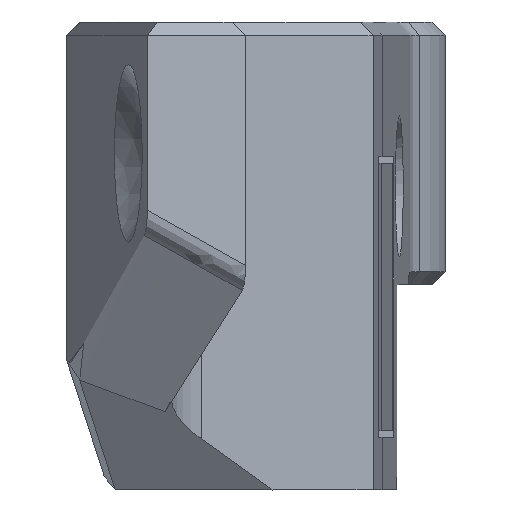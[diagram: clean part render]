
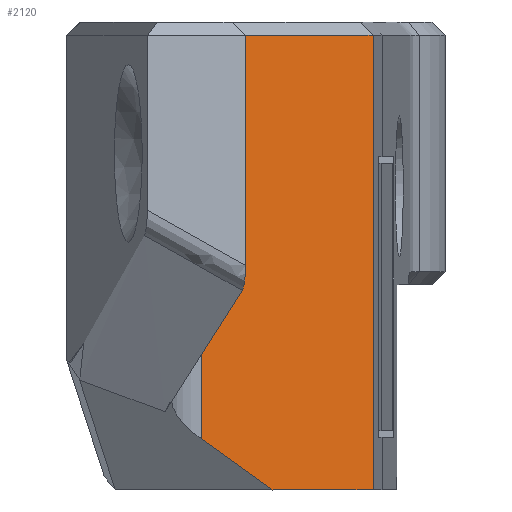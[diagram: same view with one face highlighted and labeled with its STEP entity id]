
A CAD part, front view. The second image highlights one B-rep face of the part: STEP entity #2120.
In plain terms, the highlighted face is planar.
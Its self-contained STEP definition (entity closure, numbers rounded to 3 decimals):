
#196=FACE_OUTER_BOUND('',#321,.T.);
#321=EDGE_LOOP('',(#1577,#1578,#1579,#1580,#1581));
#482=LINE('',#3210,#713);
#485=LINE('',#3221,#716);
#492=LINE('',#3235,#723);
#493=LINE('',#3237,#724);
#494=LINE('',#3238,#725);
#713=VECTOR('',#2586,10.);
#716=VECTOR('',#2593,10.);
#723=VECTOR('',#2602,1000.);
#724=VECTOR('',#2603,10.);
#725=VECTOR('',#2604,10.);
#929=VERTEX_POINT('',#3157);
#938=VERTEX_POINT('',#3203);
#942=VERTEX_POINT('',#3220);
#948=VERTEX_POINT('',#3234);
#949=VERTEX_POINT('',#3236);
#1169=EDGE_CURVE('',#938,#929,#482,.T.);
#1173=EDGE_CURVE('',#929,#942,#485,.T.);
#1180=EDGE_CURVE('',#948,#938,#492,.T.);
#1181=EDGE_CURVE('',#949,#948,#493,.T.);
#1182=EDGE_CURVE('',#942,#949,#494,.T.);
#1577=ORIENTED_EDGE('',*,*,#1169,.F.);
#1578=ORIENTED_EDGE('',*,*,#1180,.F.);
#1579=ORIENTED_EDGE('',*,*,#1181,.F.);
#1580=ORIENTED_EDGE('',*,*,#1182,.F.);
#1581=ORIENTED_EDGE('',*,*,#1173,.F.);
#2032=PLANE('',#2278);
#2120=ADVANCED_FACE('',(#196),#2032,.T.);
#2278=AXIS2_PLACEMENT_3D('',#3233,#2600,#2601);
#2586=DIRECTION('',(0.766,0.,-0.643));
#2593=DIRECTION('',(0.,-1.,0.));
#2600=DIRECTION('center_axis',(0.643,0.,0.766));
#2601=DIRECTION('ref_axis',(0.,-1.,0.));
#2602=DIRECTION('',(0.,1.,0.));
#2603=DIRECTION('',(-0.672,0.48,0.564));
#2604=DIRECTION('',(-0.766,0.,0.643));
#3157=CARTESIAN_POINT('',(-101.15,18.55,144.014));
#3203=CARTESIAN_POINT('',(-106.386,18.55,148.409));
#3210=CARTESIAN_POINT('',(-95.94,18.55,139.644));
#3220=CARTESIAN_POINT('',(-101.15,4.7,144.014));
#3221=CARTESIAN_POINT('',(-101.15,-4.16,144.014));
#3233=CARTESIAN_POINT('Origin',(-100.743,-27.269,143.673));
#3234=CARTESIAN_POINT('',(-106.386,6.262,148.409));
#3235=CARTESIAN_POINT('',(-106.386,-27.269,148.409));
#3236=CARTESIAN_POINT('',(-104.199,4.7,146.573));
#3237=CARTESIAN_POINT('',(-98.309,0.494,141.631));
#3238=CARTESIAN_POINT('',(-95.94,4.7,139.644));
